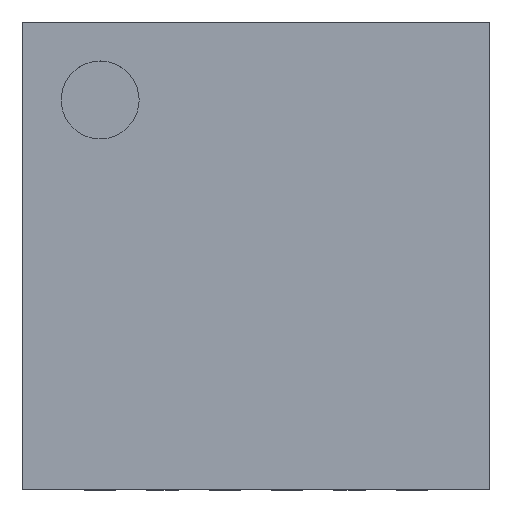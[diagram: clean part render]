
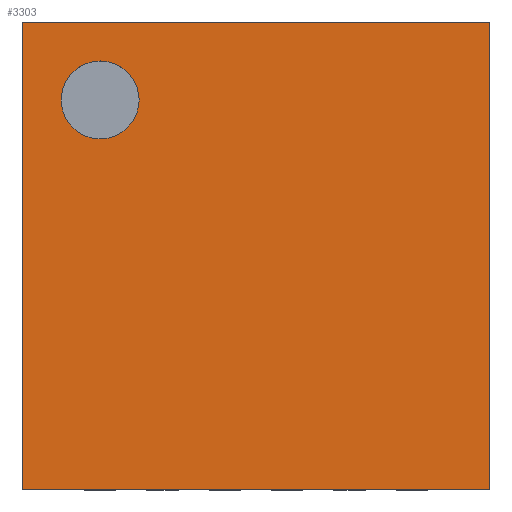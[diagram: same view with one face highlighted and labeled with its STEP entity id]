
A CAD part, top view. The second image highlights one B-rep face of the part: STEP entity #3303.
In plain terms, the highlighted planar face has unit normal (0, 0, 1).
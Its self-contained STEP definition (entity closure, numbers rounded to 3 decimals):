
#14=FACE_BOUND($,#322,.T.);
#15=FACE_BOUND($,#323,.T.);
#17=CIRCLE($,#3454,0.25);
#322=EDGE_LOOP($,(#2843));
#323=EDGE_LOOP($,(#2844,#2845,#2846,#2847));
#761=LINE($,#5099,#1205);
#763=LINE($,#5103,#1207);
#765=LINE($,#5107,#1209);
#767=LINE($,#5110,#1211);
#1205=VECTOR($,#4200,3.);
#1207=VECTOR($,#4204,3.);
#1209=VECTOR($,#4208,3.);
#1211=VECTOR($,#4212,3.);
#1505=VERTEX_POINT($,#5092);
#1506=VERTEX_POINT($,#5096);
#1507=VERTEX_POINT($,#5098);
#1508=VERTEX_POINT($,#5102);
#1509=VERTEX_POINT($,#5106);
#1947=EDGE_CURVE($,#1505,#1505,#17,.T.);
#1949=EDGE_CURVE($,#1507,#1506,#761,.T.);
#1951=EDGE_CURVE($,#1508,#1507,#763,.T.);
#1953=EDGE_CURVE($,#1509,#1508,#765,.T.);
#1955=EDGE_CURVE($,#1506,#1509,#767,.T.);
#2843=ORIENTED_EDGE($,*,*,#1947,.T.);
#2844=ORIENTED_EDGE($,*,*,#1955,.T.);
#2845=ORIENTED_EDGE($,*,*,#1953,.T.);
#2846=ORIENTED_EDGE($,*,*,#1951,.T.);
#2847=ORIENTED_EDGE($,*,*,#1949,.T.);
#2998=PLANE($,#3460);
#3303=ADVANCED_FACE($,(#14,#15),#2998,.T.);
#3454=AXIS2_PLACEMENT_3D($,#5093,#4193,#4194);
#3460=AXIS2_PLACEMENT_3D($,#5111,#4213,#4214);
#4193=DIRECTION('center_axis',(0.,0.,-1.));
#4194=DIRECTION('ref_axis',(-1.,0.,0.));
#4200=DIRECTION($,(0.,1.,0.));
#4204=DIRECTION($,(1.,0.,0.));
#4208=DIRECTION($,(0.,-1.,0.));
#4212=DIRECTION($,(-1.,0.,0.));
#4213=DIRECTION('center_axis',(0.,0.,1.));
#4214=DIRECTION('ref_axis',(1.,0.,0.));
#5092=CARTESIAN_POINT('',(-0.75,1.,1.));
#5093=CARTESIAN_POINT('Origin',(-1.,1.,1.));
#5096=CARTESIAN_POINT('',(1.5,1.5,1.));
#5098=CARTESIAN_POINT('',(1.5,-1.5,1.));
#5099=CARTESIAN_POINT($,(1.5,1.5,1.));
#5102=CARTESIAN_POINT('',(-1.5,-1.5,1.));
#5103=CARTESIAN_POINT($,(1.5,-1.5,1.));
#5106=CARTESIAN_POINT('',(-1.5,1.5,1.));
#5107=CARTESIAN_POINT($,(-1.5,-1.5,1.));
#5110=CARTESIAN_POINT($,(-1.5,1.5,1.));
#5111=CARTESIAN_POINT('Origin',(0.,0.,1.));
